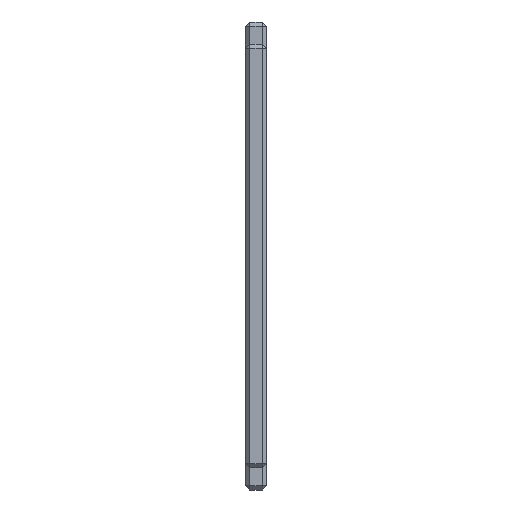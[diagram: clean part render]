
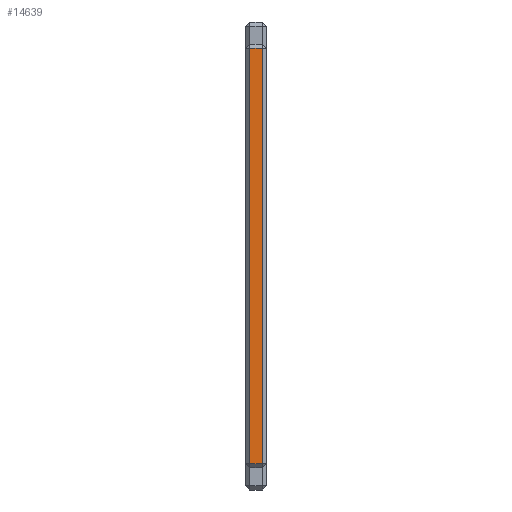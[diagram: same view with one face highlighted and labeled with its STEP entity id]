
A CAD part, left-side view. The second image highlights one B-rep face of the part: STEP entity #14639.
In plain terms, the highlighted planar face has unit normal (-1, 0, 0).
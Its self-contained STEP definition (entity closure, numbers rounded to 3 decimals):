
#3495=DIRECTION('',(0.,0.,-1.));
#3496=VECTOR('',#3495,102.);
#3497=CARTESIAN_POINT('',(-272.5,-302.,-8.));
#3498=LINE('',#3497,#3496);
#3656=DIRECTION('',(0.,1.,0.));
#3657=VECTOR('',#3656,3.);
#3658=CARTESIAN_POINT('',(-272.5,-302.,-110.));
#3659=LINE('',#3658,#3657);
#3719=DIRECTION('',(0.,0.,1.));
#3720=VECTOR('',#3719,102.);
#3721=CARTESIAN_POINT('',(-272.5,-299.,-110.));
#3722=LINE('',#3721,#3720);
#3747=DIRECTION('',(0.,-1.,0.));
#3748=VECTOR('',#3747,3.);
#3749=CARTESIAN_POINT('',(-272.5,-299.,-8.));
#3750=LINE('',#3749,#3748);
#10114=CARTESIAN_POINT('',(-272.5,-299.,-8.));
#10115=CARTESIAN_POINT('',(-272.5,-302.,-8.));
#10116=VERTEX_POINT('',#10114);
#10117=VERTEX_POINT('',#10115);
#10118=CARTESIAN_POINT('',(-272.5,-299.,-110.));
#10119=VERTEX_POINT('',#10118);
#10120=CARTESIAN_POINT('',(-272.5,-302.,-110.));
#10121=VERTEX_POINT('',#10120);
#14628=CARTESIAN_POINT('',(-272.5,0.,-16.5));
#14629=DIRECTION('',(-1.,0.,0.));
#14630=DIRECTION('',(0.,0.,-1.));
#14631=AXIS2_PLACEMENT_3D('',#14628,#14629,#14630);
#14632=PLANE('',#14631);
#14633=ORIENTED_EDGE('',*,*,#14613,.T.);
#14634=ORIENTED_EDGE('',*,*,#14249,.T.);
#14635=ORIENTED_EDGE('',*,*,#14495,.T.);
#14636=ORIENTED_EDGE('',*,*,#14573,.T.);
#14637=EDGE_LOOP('',(#14633,#14634,#14635,#14636));
#14638=FACE_OUTER_BOUND('',#14637,.F.);
#14249=EDGE_CURVE('',#10117,#10121,#3498,.T.);
#14495=EDGE_CURVE('',#10121,#10119,#3659,.T.);
#14573=EDGE_CURVE('',#10119,#10116,#3722,.T.);
#14613=EDGE_CURVE('',#10116,#10117,#3750,.T.);
#14639=ADVANCED_FACE('',(#14638),#14632,.T.);
